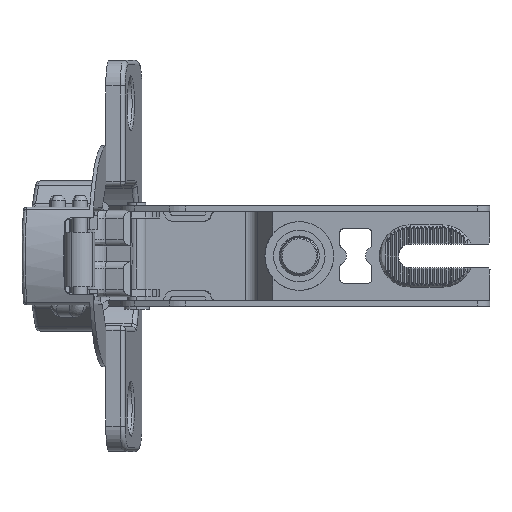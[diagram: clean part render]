
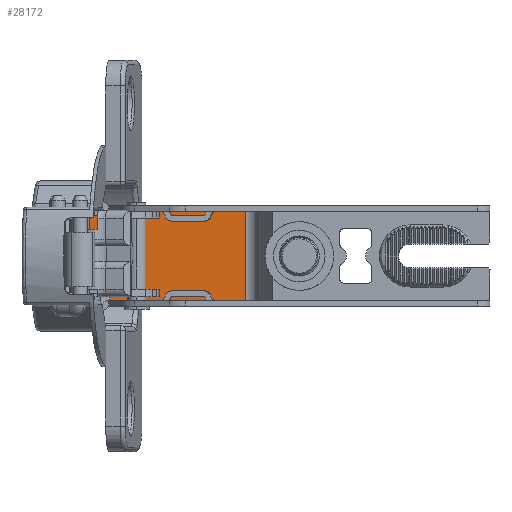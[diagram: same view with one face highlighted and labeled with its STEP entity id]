
A CAD part, front view. The second image highlights one B-rep face of the part: STEP entity #28172.
In plain terms, the highlighted planar face has unit normal (-0.052, -0.999, 0).
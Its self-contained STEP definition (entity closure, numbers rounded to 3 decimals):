
#241 = EDGE_CURVE ( 'NONE', #31846, #31708, #31139, .T. ) ;
#907 = ORIENTED_EDGE ( 'NONE', *, *, #33476, .T. ) ;
#1001 = CARTESIAN_POINT ( 'NONE',  ( 3.074, 3.945, -6.4 ) ) ;
#1160 = B_SPLINE_CURVE_WITH_KNOTS ( 'NONE', 3,
 ( #21257, #33221, #13077, #15856, #32649, #1534, #35642, #27238, #18464, #13257, #32456, #24242 ),
 .UNSPECIFIED., .F., .F.,
 ( 4, 2, 2, 2, 2, 4 ),
 ( 0., 0.25, 0.5, 0.625, 0.75, 1. ),
 .UNSPECIFIED. ) ;
#1534 = CARTESIAN_POINT ( 'NONE',  ( 1.746, 4.014, 6.06 ) ) ;
#3141 = VERTEX_POINT ( 'NONE', #20082 ) ;
#3288 = CARTESIAN_POINT ( 'NONE',  ( 1.5, 4.027, -7. ) ) ;
#3478 = DIRECTION ( 'NONE',  ( -0.052, -0.999, 0. ) ) ;
#3553 = VERTEX_POINT ( 'NONE', #17919 ) ;
#3564 = CARTESIAN_POINT ( 'NONE',  ( 4.667, 3.861, 6.4 ) ) ;
#3627 = VECTOR ( 'NONE', #5308, 1000. ) ;
#3756 = LINE ( 'NONE', #12707, #17562 ) ;
#4800 = CARTESIAN_POINT ( 'NONE',  ( 4.667, 3.861, -7. ) ) ;
#5012 = VERTEX_POINT ( 'NONE', #20712 ) ;
#5053 = CARTESIAN_POINT ( 'NONE',  ( 4.667, 3.861, -7.15 ) ) ;
#5308 = DIRECTION ( 'NONE',  ( 0., 0., -1. ) ) ;
#5607 = CARTESIAN_POINT ( 'NONE',  ( 4.667, 3.861, 0. ) ) ;
#5724 = FACE_OUTER_BOUND ( 'NONE', #20056, .T. ) ;
#5902 = DIRECTION ( 'NONE',  ( 0.999, -0.052, 0. ) ) ;
#5929 = DIRECTION ( 'NONE',  ( 0., 0., -1. ) ) ;
#6298 = LINE ( 'NONE', #20265, #9470 ) ;
#6527 = VECTOR ( 'NONE', #16926, 1000. ) ;
#7283 = CARTESIAN_POINT ( 'NONE',  ( 1.719, 4.016, -3.9 ) ) ;
#7487 = VECTOR ( 'NONE', #13804, 1000. ) ;
#7533 = CARTESIAN_POINT ( 'NONE',  ( 1.5, 4.027, 5.4 ) ) ;
#7807 = EDGE_CURVE ( 'NONE', #3553, #19186, #28780, .T. ) ;
#8465 = EDGE_CURVE ( 'NONE', #5012, #25175, #1160, .T. ) ;
#8631 = EDGE_CURVE ( 'NONE', #19775, #16516, #36733, .T. ) ;
#8746 = ORIENTED_EDGE ( 'NONE', *, *, #16294, .T. ) ;
#8897 = B_SPLINE_CURVE_WITH_KNOTS ( 'NONE', 3,
 ( #21430, #16566, #27787, #30201, #7283, #15841 ),
 .UNSPECIFIED., .F., .F.,
 ( 4, 2, 4 ),
 ( 0., 0.5, 1. ),
 .UNSPECIFIED. ) ;
#8932 = ORIENTED_EDGE ( 'NONE', *, *, #30036, .F. ) ;
#9470 = VECTOR ( 'NONE', #5929, 1000. ) ;
#11256 = LINE ( 'NONE', #34401, #30679 ) ;
#12569 = DIRECTION ( 'NONE',  ( 0.999, -0.052, 0. ) ) ;
#12707 = CARTESIAN_POINT ( 'NONE',  ( 26.047, 2.741, -7. ) ) ;
#13077 = CARTESIAN_POINT ( 'NONE',  ( 2.239, 3.988, 6.374 ) ) ;
#13257 = CARTESIAN_POINT ( 'NONE',  ( 1.526, 4.026, 5.662 ) ) ;
#13562 = CARTESIAN_POINT ( 'NONE',  ( 1.5, 4.027, -3.6 ) ) ;
#13804 = DIRECTION ( 'NONE',  ( 0., 0., -1. ) ) ;
#14340 = CARTESIAN_POINT ( 'NONE',  ( 13.773, 3.384, 6.4 ) ) ;
#15841 = CARTESIAN_POINT ( 'NONE',  ( 1.8, 4.011, -3.9 ) ) ;
#15856 = CARTESIAN_POINT ( 'NONE',  ( 1.994, 4.001, 6.273 ) ) ;
#16294 = EDGE_CURVE ( 'NONE', #25175, #32267, #6298, .T. ) ;
#16516 = VERTEX_POINT ( 'NONE', #4800 ) ;
#16566 = CARTESIAN_POINT ( 'NONE',  ( 1.5, 4.027, -3.679 ) ) ;
#16926 = DIRECTION ( 'NONE',  ( 0., 0., -1. ) ) ;
#17087 = ORIENTED_EDGE ( 'NONE', *, *, #241, .T. ) ;
#17562 = VECTOR ( 'NONE', #26871, 1000. ) ;
#17564 = ORIENTED_EDGE ( 'NONE', *, *, #8465, .T. ) ;
#17919 = CARTESIAN_POINT ( 'NONE',  ( 1.8, 4.011, -3.9 ) ) ;
#18464 = CARTESIAN_POINT ( 'NONE',  ( 1.601, 4.022, 5.843 ) ) ;
#18607 = ORIENTED_EDGE ( 'NONE', *, *, #31948, .T. ) ;
#19186 = VERTEX_POINT ( 'NONE', #21247 ) ;
#19236 = LINE ( 'NONE', #30623, #30948 ) ;
#19775 = VERTEX_POINT ( 'NONE', #25992 ) ;
#19939 = ORIENTED_EDGE ( 'NONE', *, *, #7807, .T. ) ;
#20056 = EDGE_LOOP ( 'NONE', ( #21431, #29774, #34942, #8932, #20922, #17087, #907, #17564, #8746, #18607, #19939, #34742 ) ) ;
#20082 = CARTESIAN_POINT ( 'NONE',  ( 26.047, 2.741, 7. ) ) ;
#20265 = CARTESIAN_POINT ( 'NONE',  ( 1.5, 4.027, 0. ) ) ;
#20712 = CARTESIAN_POINT ( 'NONE',  ( 2.499, 3.975, 6.4 ) ) ;
#20922 = ORIENTED_EDGE ( 'NONE', *, *, #30712, .T. ) ;
#21247 = CARTESIAN_POINT ( 'NONE',  ( 3.074, 3.945, -3.9 ) ) ;
#21257 = CARTESIAN_POINT ( 'NONE',  ( 2.499, 3.975, 6.4 ) ) ;
#21430 = CARTESIAN_POINT ( 'NONE',  ( 1.5, 4.027, -3.6 ) ) ;
#21431 = ORIENTED_EDGE ( 'NONE', *, *, #34802, .T. ) ;
#21983 = EDGE_CURVE ( 'NONE', #28888, #16516, #3756, .T. ) ;
#22438 = CARTESIAN_POINT ( 'NONE',  ( 13.773, 3.384, -3.9 ) ) ;
#22839 = PLANE ( 'NONE',  #32381 ) ;
#24242 = CARTESIAN_POINT ( 'NONE',  ( 1.5, 4.027, 5.4 ) ) ;
#25031 = DIRECTION ( 'NONE',  ( 0.999, -0.052, 0. ) ) ;
#25175 = VERTEX_POINT ( 'NONE', #7533 ) ;
#25992 = CARTESIAN_POINT ( 'NONE',  ( 4.667, 3.861, -6.4 ) ) ;
#26871 = DIRECTION ( 'NONE',  ( -0.999, 0.052, 0. ) ) ;
#27238 = CARTESIAN_POINT ( 'NONE',  ( 1.632, 4.02, 5.902 ) ) ;
#27787 = CARTESIAN_POINT ( 'NONE',  ( 1.533, 4.025, -3.757 ) ) ;
#28172 = ADVANCED_FACE ( 'NONE', ( #5724 ), #22839, .T. ) ;
#28352 = DIRECTION ( 'NONE',  ( 0., 0., -1. ) ) ;
#28780 = LINE ( 'NONE', #22438, #36100 ) ;
#28888 = VERTEX_POINT ( 'NONE', #29068 ) ;
#29068 = CARTESIAN_POINT ( 'NONE',  ( 26.047, 2.741, -7. ) ) ;
#29774 = ORIENTED_EDGE ( 'NONE', *, *, #8631, .T. ) ;
#30008 = CARTESIAN_POINT ( 'NONE',  ( 4.667, 3.861, 7. ) ) ;
#30017 = LINE ( 'NONE', #30211, #7487 ) ;
#30036 = EDGE_CURVE ( 'NONE', #3141, #28888, #30017, .T. ) ;
#30201 = CARTESIAN_POINT ( 'NONE',  ( 1.642, 4.02, -3.867 ) ) ;
#30211 = CARTESIAN_POINT ( 'NONE',  ( 26.047, 2.741, 0. ) ) ;
#30310 = VECTOR ( 'NONE', #36727, 1000. ) ;
#30623 = CARTESIAN_POINT ( 'NONE',  ( 13.773, 3.384, -6.4 ) ) ;
#30679 = VECTOR ( 'NONE', #36640, 1000. ) ;
#30712 = EDGE_CURVE ( 'NONE', #3141, #31846, #11256, .T. ) ;
#30830 = LINE ( 'NONE', #33295, #3627 ) ;
#30948 = VECTOR ( 'NONE', #25031, 1000. ) ;
#31139 = LINE ( 'NONE', #5607, #34929 ) ;
#31302 = LINE ( 'NONE', #14340, #30310 ) ;
#31380 = VERTEX_POINT ( 'NONE', #1001 ) ;
#31708 = VERTEX_POINT ( 'NONE', #3564 ) ;
#31846 = VERTEX_POINT ( 'NONE', #30008 ) ;
#31948 = EDGE_CURVE ( 'NONE', #32267, #3553, #8897, .T. ) ;
#32267 = VERTEX_POINT ( 'NONE', #13562 ) ;
#32381 = AXIS2_PLACEMENT_3D ( 'NONE', #3288, #3478, #5902 ) ;
#32456 = CARTESIAN_POINT ( 'NONE',  ( 1.5, 4.027, 5.532 ) ) ;
#32649 = CARTESIAN_POINT ( 'NONE',  ( 1.886, 4.007, 6.201 ) ) ;
#33221 = CARTESIAN_POINT ( 'NONE',  ( 2.366, 3.982, 6.4 ) ) ;
#33295 = CARTESIAN_POINT ( 'NONE',  ( 3.074, 3.945, 0. ) ) ;
#33476 = EDGE_CURVE ( 'NONE', #31708, #5012, #31302, .T. ) ;
#34401 = CARTESIAN_POINT ( 'NONE',  ( 1.5, 4.027, 7. ) ) ;
#34742 = ORIENTED_EDGE ( 'NONE', *, *, #36598, .T. ) ;
#34802 = EDGE_CURVE ( 'NONE', #31380, #19775, #19236, .T. ) ;
#34929 = VECTOR ( 'NONE', #28352, 1000. ) ;
#34942 = ORIENTED_EDGE ( 'NONE', *, *, #21983, .F. ) ;
#35642 = CARTESIAN_POINT ( 'NONE',  ( 1.704, 4.016, 6.01 ) ) ;
#36100 = VECTOR ( 'NONE', #12569, 1000. ) ;
#36598 = EDGE_CURVE ( 'NONE', #19186, #31380, #30830, .T. ) ;
#36640 = DIRECTION ( 'NONE',  ( -0.999, 0.052, 0. ) ) ;
#36727 = DIRECTION ( 'NONE',  ( -0.999, 0.052, 0. ) ) ;
#36733 = LINE ( 'NONE', #5053, #6527 ) ;
